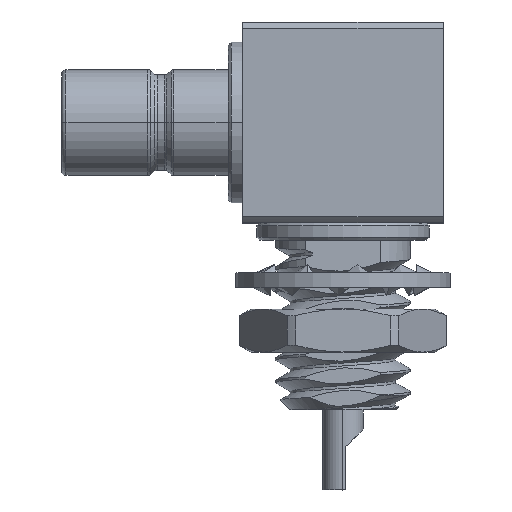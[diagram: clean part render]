
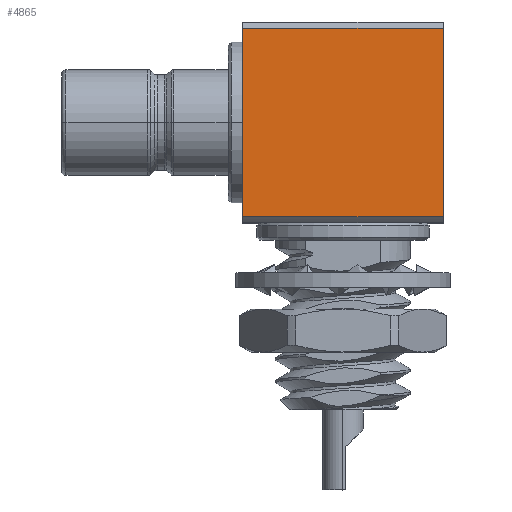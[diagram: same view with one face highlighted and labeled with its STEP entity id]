
A CAD part, top view. The second image highlights one B-rep face of the part: STEP entity #4865.
In plain terms, the highlighted planar face has unit normal (0, 0, 1).
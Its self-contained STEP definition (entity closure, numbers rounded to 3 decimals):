
#68 = PLANE ( 'NONE',  #498 ) ;
#247 = VERTEX_POINT ( 'NONE', #4240 ) ;
#434 = DIRECTION ( 'NONE',  ( 0., -1., 0. ) ) ;
#498 = AXIS2_PLACEMENT_3D ( 'NONE', #4144, #8143, #5410 ) ;
#534 = VECTOR ( 'NONE', #4641, 1000. ) ;
#1435 = VERTEX_POINT ( 'NONE', #1747 ) ;
#1747 = CARTESIAN_POINT ( 'NONE',  ( 13.3, -3.285, 3.5 ) ) ;
#1832 = LINE ( 'NONE', #3195, #534 ) ;
#1907 = FACE_OUTER_BOUND ( 'NONE', #8112, .T. ) ;
#1957 = VECTOR ( 'NONE', #434, 1000. ) ;
#2340 = CARTESIAN_POINT ( 'NONE',  ( 6.3, 3.5, 3.5 ) ) ;
#2530 = LINE ( 'NONE', #3826, #1957 ) ;
#2959 = VECTOR ( 'NONE', #6116, 1000. ) ;
#3046 = LINE ( 'NONE', #2340, #8091 ) ;
#3157 = ORIENTED_EDGE ( 'NONE', *, *, #6260, .F. ) ;
#3195 = CARTESIAN_POINT ( 'NONE',  ( 0., -3.285, 3.5 ) ) ;
#3239 = CARTESIAN_POINT ( 'NONE',  ( 6.3, -3.285, 3.5 ) ) ;
#3826 = CARTESIAN_POINT ( 'NONE',  ( 13.3, 3.5, 3.5 ) ) ;
#4144 = CARTESIAN_POINT ( 'NONE',  ( 13.3, 3.5, 3.5 ) ) ;
#4240 = CARTESIAN_POINT ( 'NONE',  ( 13.3, 3.285, 3.5 ) ) ;
#4641 = DIRECTION ( 'NONE',  ( -1., 0., 0. ) ) ;
#4741 = ORIENTED_EDGE ( 'NONE', *, *, #8482, .F. ) ;
#4861 = VERTEX_POINT ( 'NONE', #3239 ) ;
#4865 = ADVANCED_FACE ( 'NONE', ( #1907 ), #68, .F. ) ;
#5257 = ORIENTED_EDGE ( 'NONE', *, *, #7678, .T. ) ;
#5410 = DIRECTION ( 'NONE',  ( -1., 0., 0. ) ) ;
#6000 = EDGE_CURVE ( 'NONE', #1435, #4861, #1832, .T. ) ;
#6116 = DIRECTION ( 'NONE',  ( 1., 0., 0. ) ) ;
#6174 = CARTESIAN_POINT ( 'NONE',  ( 6.3, 3.285, 3.5 ) ) ;
#6260 = EDGE_CURVE ( 'NONE', #247, #1435, #2530, .T. ) ;
#7467 = LINE ( 'NONE', #8006, #2959 ) ;
#7507 = VERTEX_POINT ( 'NONE', #6174 ) ;
#7678 = EDGE_CURVE ( 'NONE', #7507, #4861, #3046, .T. ) ;
#8006 = CARTESIAN_POINT ( 'NONE',  ( 0., 3.285, 3.5 ) ) ;
#8091 = VECTOR ( 'NONE', #8456, 1000. ) ;
#8112 = EDGE_LOOP ( 'NONE', ( #4741, #5257, #8826, #3157 ) ) ;
#8143 = DIRECTION ( 'NONE',  ( 0., 0., -1. ) ) ;
#8456 = DIRECTION ( 'NONE',  ( 0., -1., 0. ) ) ;
#8482 = EDGE_CURVE ( 'NONE', #7507, #247, #7467, .T. ) ;
#8826 = ORIENTED_EDGE ( 'NONE', *, *, #6000, .F. ) ;
